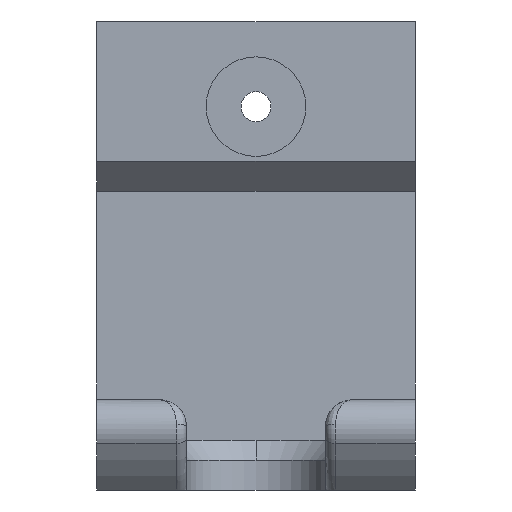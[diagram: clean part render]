
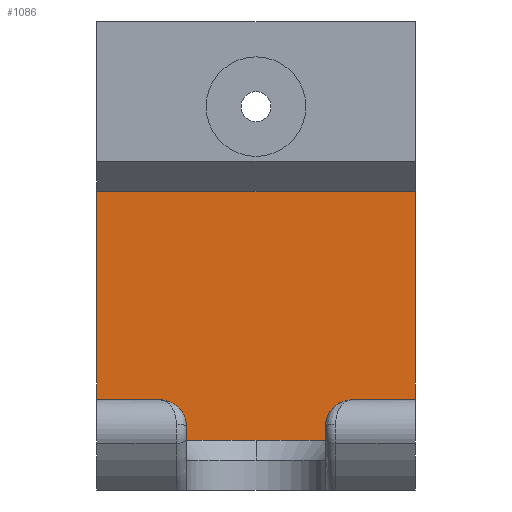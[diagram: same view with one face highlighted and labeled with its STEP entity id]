
A CAD part, left-side view. The second image highlights one B-rep face of the part: STEP entity #1086.
In plain terms, the highlighted planar face has unit normal (-1, 0, 0).
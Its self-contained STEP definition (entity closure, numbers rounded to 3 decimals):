
#396=CARTESIAN_POINT('',(158.,188.,30.));
#397=VERTEX_POINT('',#396);
#404=CARTESIAN_POINT('',(158.,188.,5.));
#405=VERTEX_POINT('',#404);
#406=CARTESIAN_POINT('',(158.,188.,30.));
#407=DIRECTION('',(0.,0.,-1.));
#408=VECTOR('',#407,25.);
#409=LINE('',#406,#408);
#410=EDGE_CURVE('',#397,#405,#409,.T.);
#656=CARTESIAN_POINT('',(158.,220.,5.));
#657=VERTEX_POINT('',#656);
#664=CARTESIAN_POINT('',(158.,220.,30.));
#665=VERTEX_POINT('',#664);
#666=CARTESIAN_POINT('',(158.,220.,30.));
#667=DIRECTION('',(0.,0.,-1.));
#668=VECTOR('',#667,25.);
#669=LINE('',#666,#668);
#670=EDGE_CURVE('',#665,#657,#669,.T.);
#940=CARTESIAN_POINT('',(158.,188.,5.));
#941=DIRECTION('',(0.,1.,0.));
#942=VECTOR('',#941,32.);
#943=LINE('',#940,#942);
#944=EDGE_CURVE('',#405,#657,#943,.T.);
#1070=CARTESIAN_POINT('',(158.,212.,30.));
#1071=DIRECTION('',(-1.,0.,0.));
#1072=DIRECTION('',(0.,0.,1.));
#1073=AXIS2_PLACEMENT_3D('',#1070,#1071,#1072);
#1074=PLANE('',#1073);
#1075=CARTESIAN_POINT('',(158.,220.,30.));
#1076=DIRECTION('',(0.,-1.,0.));
#1077=VECTOR('',#1076,32.);
#1078=LINE('',#1075,#1077);
#1079=EDGE_CURVE('',#665,#397,#1078,.T.);
#1080=ORIENTED_EDGE('',*,*,#1079,.F.);
#1081=ORIENTED_EDGE('',*,*,#670,.T.);
#1082=ORIENTED_EDGE('',*,*,#944,.F.);
#1083=ORIENTED_EDGE('',*,*,#410,.F.);
#1084=EDGE_LOOP('',(#1080,#1081,#1082,#1083));
#1085=FACE_BOUND('',#1084,.T.);
#1086=ADVANCED_FACE('',(#1085),#1074,.T.);
